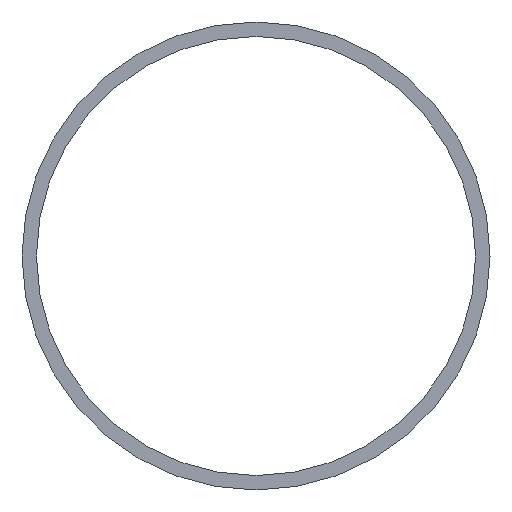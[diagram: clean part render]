
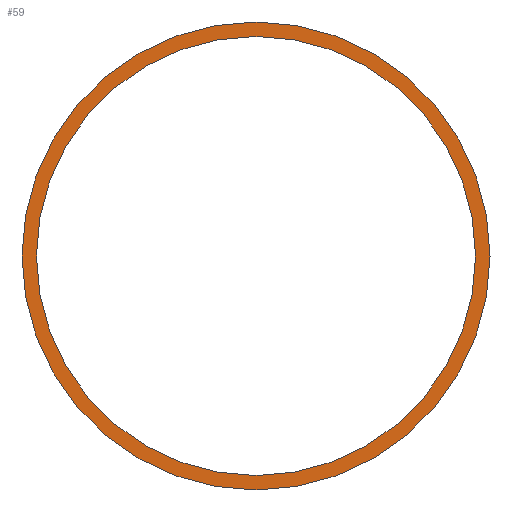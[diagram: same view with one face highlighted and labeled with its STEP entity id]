
A CAD part, left-side view. The second image highlights one B-rep face of the part: STEP entity #59.
In plain terms, the highlighted planar face has unit normal (-1, 0, 0).
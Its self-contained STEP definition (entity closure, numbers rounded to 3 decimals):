
#53 = VERTEX_POINT( '', #123 );
#59 = ADVANCED_FACE( '', ( #129, #130 ), #131, .F. );
#61 = EDGE_CURVE( '', #71, #53, #133, .T. );
#67 = VERTEX_POINT( '', #139 );
#69 = EDGE_CURVE( '', #53, #71, #141, .T. );
#71 = VERTEX_POINT( '', #143 );
#73 = EDGE_CURVE( '', #67, #103, #145, .T. );
#87 = EDGE_CURVE( '', #103, #67, #162, .T. );
#103 = VERTEX_POINT( '', #181 );
#123 = CARTESIAN_POINT( '', ( 0., 0., 55. ) );
#129 = FACE_OUTER_BOUND( '', #201, .T. );
#130 = FACE_BOUND( '', #202, .T. );
#131 = PLANE( '', #203 );
#133 = CIRCLE( '', #206, 55. );
#139 = CARTESIAN_POINT( '', ( 0., 0., -51.6 ) );
#141 = CIRCLE( '', #216, 55. );
#143 = CARTESIAN_POINT( '', ( 0., 0., -55. ) );
#145 = CIRCLE( '', #221, 51.6 );
#162 = CIRCLE( '', #241, 51.6 );
#181 = CARTESIAN_POINT( '', ( 0., 0., 51.6 ) );
#201 = EDGE_LOOP( '', ( #274, #275 ) );
#202 = EDGE_LOOP( '', ( #276, #277 ) );
#203 = AXIS2_PLACEMENT_3D( '', #278, #279, #280 );
#206 = AXIS2_PLACEMENT_3D( '', #281, #282, #283 );
#216 = AXIS2_PLACEMENT_3D( '', #287, #288, #289 );
#221 = AXIS2_PLACEMENT_3D( '', #290, #291, #292 );
#241 = AXIS2_PLACEMENT_3D( '', #322, #323, #324 );
#274 = ORIENTED_EDGE( '', *, *, #61, .F. );
#275 = ORIENTED_EDGE( '', *, *, #69, .F. );
#276 = ORIENTED_EDGE( '', *, *, #73, .T. );
#277 = ORIENTED_EDGE( '', *, *, #87, .T. );
#278 = CARTESIAN_POINT( '', ( 0., 0., 0. ) );
#279 = DIRECTION( '', ( 1., 0., 0. ) );
#280 = DIRECTION( '', ( 0., 0., -1. ) );
#281 = CARTESIAN_POINT( '', ( 0., 0., 0. ) );
#282 = DIRECTION( '', ( 1., 0., 0. ) );
#283 = DIRECTION( '', ( 0., 0., -1. ) );
#287 = CARTESIAN_POINT( '', ( 0., 0., 0. ) );
#288 = DIRECTION( '', ( 1., 0., 0. ) );
#289 = DIRECTION( '', ( 0., 0., -1. ) );
#290 = CARTESIAN_POINT( '', ( 0., 0., 0. ) );
#291 = DIRECTION( '', ( 1., 0., 0. ) );
#292 = DIRECTION( '', ( 0., 0., -1. ) );
#322 = CARTESIAN_POINT( '', ( 0., 0., 0. ) );
#323 = DIRECTION( '', ( 1., 0., 0. ) );
#324 = DIRECTION( '', ( 0., 0., -1. ) );
